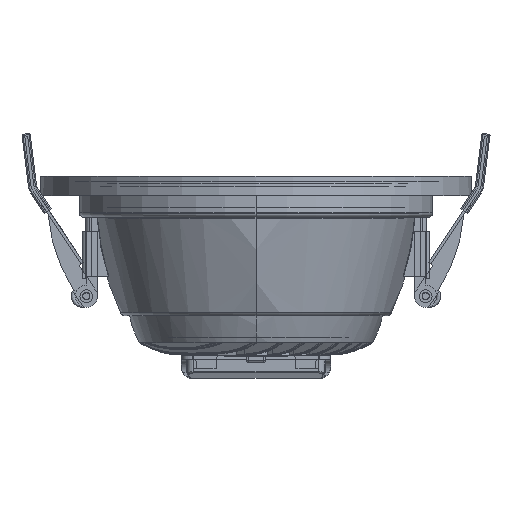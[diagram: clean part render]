
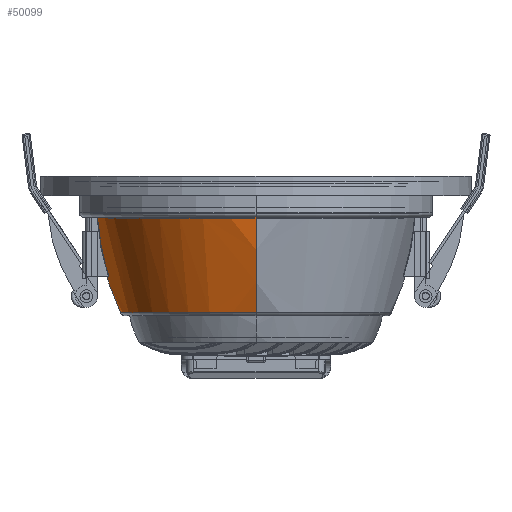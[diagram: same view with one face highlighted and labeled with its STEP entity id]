
A CAD part, left-side view. The second image highlights one B-rep face of the part: STEP entity #50099.
In plain terms, the highlighted free-form (B-spline) face has degree [3, 3] with [7, 4] control points.
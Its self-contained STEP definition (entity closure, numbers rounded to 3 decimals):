
#1312 = CARTESIAN_POINT ( 'NONE',  ( 0., 0., 31.432 ) ) ;
#2284 = CARTESIAN_POINT ( 'NONE',  ( 0., -43.138, 5.8 ) ) ;
#2446 = DIRECTION ( 'NONE',  ( -1., 0., 0. ) ) ;
#2783 = AXIS2_PLACEMENT_3D ( 'NONE', #61312, #2446, #19045 ) ;
#3403 = CARTESIAN_POINT ( 'NONE',  ( 2.664, 42.344, 14.834 ) ) ;
#3729 = CARTESIAN_POINT ( 'NONE',  ( -36.181, 0., 31.906 ) ) ;
#5004 = VERTEX_POINT ( 'NONE', #8809 ) ;
#5267 = ORIENTED_EDGE ( 'NONE', *, *, #59873, .F. ) ;
#6112 = CIRCLE ( 'NONE', #2783, 75. ) ;
#7485 = VERTEX_POINT ( 'NONE', #60567 ) ;
#8617 = CARTESIAN_POINT ( 'NONE',  ( -23.394, 43.983, 14.834 ) ) ;
#8809 = CARTESIAN_POINT ( 'NONE',  ( 0., 36.403, 31.432 ) ) ;
#9675 = DIRECTION ( 'NONE',  ( 0., -0.907, 0.421 ) ) ;
#9992 = CARTESIAN_POINT ( 'NONE',  ( -22.101, 41.551, 23.654 ) ) ;
#10442 = AXIS2_PLACEMENT_3D ( 'NONE', #1312, #49806, #16525 ) ;
#12206 = AXIS2_PLACEMENT_3D ( 'NONE', #47636, #56467, #9675 ) ;
#13788 = CARTESIAN_POINT ( 'NONE',  ( -42.427, -26.11, 14.834 ) ) ;
#14455 = CARTESIAN_POINT ( 'NONE',  ( -23.789, 44.725, 5.735 ) ) ;
#15628 = ORIENTED_EDGE ( 'NONE', *, *, #28919, .T. ) ;
#16525 = DIRECTION ( 'NONE',  ( 0., 1., 0. ) ) ;
#18114 = CIRCLE ( 'NONE', #10442, 36.403 ) ;
#19045 = DIRECTION ( 'NONE',  ( 0., 0.907, 0.421 ) ) ;
#19627 = CARTESIAN_POINT ( 'NONE',  ( -40.081, 0., 23.654 ) ) ;
#20312 = CARTESIAN_POINT ( 'NONE',  ( 2.709, 43.058, 5.735 ) ) ;
#21159 = VERTEX_POINT ( 'NONE', #47817 ) ;
#23561 = CARTESIAN_POINT ( 'NONE',  ( -25.405, 43.138, 5.8 ) ) ;
#24507 = CARTESIAN_POINT ( 'NONE',  ( -40.081, -24.666, 23.654 ) ) ;
#24833 = CARTESIAN_POINT ( 'NONE',  ( 2.271, 36.109, 31.906 ) ) ;
#25858 = CARTESIAN_POINT ( 'NONE',  ( -42.427, 0., 14.834 ) ) ;
#28919 = EDGE_CURVE ( 'NONE', #5004, #21159, #6112, .T. ) ;
#29501 = CARTESIAN_POINT ( 'NONE',  ( 0., 43.138, 5.8 ) ) ;
#29757 = CARTESIAN_POINT ( 'NONE',  ( -19.95, 37.507, 31.906 ) ) ;
#30733 = CARTESIAN_POINT ( 'NONE',  ( -43.143, 26.55, 5.735 ) ) ;
#31097 = CARTESIAN_POINT ( 'NONE',  ( -19.95, -37.507, 31.906 ) ) ;
#33666 = CARTESIAN_POINT ( 'NONE',  ( 0., -43.138, 5.8 ) ) ;
#34339 = CARTESIAN_POINT ( 'NONE',  ( -43.138, 0., 5.8 ) ) ;
#34407 = EDGE_CURVE ( 'NONE', #7485, #44587, #53106, .T. ) ;
#34860 = EDGE_LOOP ( 'NONE', ( #5267, #15628, #66488, #56984 ) ) ;
#34907 = CARTESIAN_POINT ( 'NONE',  ( -22.101, -41.551, 23.654 ) ) ;
#35244 = CARTESIAN_POINT ( 'NONE',  ( -43.143, -26.55, 5.735 ) ) ;
#35594 = CARTESIAN_POINT ( 'NONE',  ( -40.081, 24.666, 23.654 ) ) ;
#38778 = FACE_OUTER_BOUND ( 'NONE', #34860, .T. ) ;
#40771 = CARTESIAN_POINT ( 'NONE',  ( -36.181, -22.265, 31.906 ) ) ;
#41132 = CARTESIAN_POINT ( 'NONE',  ( 2.709, -43.058, 5.735 ) ) ;
#43910 =( BOUNDED_CURVE ( )  B_SPLINE_CURVE ( 3, ( #29501, #23561, #55842, #34339, #61683, #66607, #33666 ),
 .UNSPECIFIED., .F., .F. ) 
 B_SPLINE_CURVE_WITH_KNOTS ( ( 4, 3, 4 ),
 ( 0., 0.067, 0.135 ),
 .UNSPECIFIED. ) 
 CURVE ( )  GEOMETRIC_REPRESENTATION_ITEM ( )  RATIONAL_B_SPLINE_CURVE ( ( 1.166, 0.946, 0.956, 1.197, 0.956, 0.946, 1.166 ) ) 
 REPRESENTATION_ITEM ( '' )  );
#44587 = VERTEX_POINT ( 'NONE', #2284 ) ;
#46989 = CARTESIAN_POINT ( 'NONE',  ( -43.143, 0., 5.735 ) ) ;
#47636 = CARTESIAN_POINT ( 'NONE',  ( 0., 31.626, -0.144 ) ) ;
#47817 = CARTESIAN_POINT ( 'NONE',  ( 0., 43.138, 5.8 ) ) ;
#49806 = DIRECTION ( 'NONE',  ( 0., 0., 1. ) ) ;
#50099 = ADVANCED_FACE ( 'NONE', ( #38778 ), #53269, .T. ) ;
#50717 = EDGE_CURVE ( 'NONE', #21159, #44587, #43910, .T. ) ;
#51879 = CARTESIAN_POINT ( 'NONE',  ( -42.427, 26.11, 14.834 ) ) ;
#52243 = CARTESIAN_POINT ( 'NONE',  ( 2.516, 40.002, 23.654 ) ) ;
#53106 = CIRCLE ( 'NONE', #12206, 75. ) ;
#53269 =( BOUNDED_SURFACE ( )  B_SPLINE_SURFACE ( 3, 3, ( 
 ( #20312, #3403, #52243, #24833 ),
 ( #14455, #8617, #9992, #29757 ),
 ( #30733, #51879, #35594, #67875 ),
 ( #46989, #25858, #19627, #3729 ),
 ( #35244, #13788, #24507, #40771 ),
 ( #67539, #56770, #34907, #31097 ),
 ( #41132, #61923, #68218, #62585 ) ),
 .UNSPECIFIED., .F., .F., .T. ) 
 B_SPLINE_SURFACE_WITH_KNOTS ( ( 4, 3, 4 ),
 ( 4, 4 ),
 ( 0., 1., 2. ),
 ( 0., 1. ),
 .UNSPECIFIED. ) 
 GEOMETRIC_REPRESENTATION_ITEM ( )  RATIONAL_B_SPLINE_SURFACE ( (
 ( 1.197, 1.184, 1.184, 1.197),
 ( 0.945, 0.935, 0.935, 0.945),
 ( 0.945, 0.935, 0.935, 0.945),
 ( 1.197, 1.184, 1.184, 1.197),
 ( 0.945, 0.935, 0.935, 0.945),
 ( 0.945, 0.935, 0.935, 0.945),
 ( 1.197, 1.184, 1.184, 1.197) ) ) 
 REPRESENTATION_ITEM ( '' )  SURFACE ( )  );
#55842 = CARTESIAN_POINT ( 'NONE',  ( -43.138, 25.133, 5.8 ) ) ;
#56467 = DIRECTION ( 'NONE',  ( 1., 0., 0. ) ) ;
#56770 = CARTESIAN_POINT ( 'NONE',  ( -23.394, -43.983, 14.834 ) ) ;
#56984 = ORIENTED_EDGE ( 'NONE', *, *, #34407, .F. ) ;
#59873 = EDGE_CURVE ( 'NONE', #5004, #7485, #18114, .T. ) ;
#60567 = CARTESIAN_POINT ( 'NONE',  ( 0., -36.403, 31.432 ) ) ;
#61312 = CARTESIAN_POINT ( 'NONE',  ( 0., -31.626, -0.144 ) ) ;
#61683 = CARTESIAN_POINT ( 'NONE',  ( -43.138, -25.133, 5.8 ) ) ;
#61923 = CARTESIAN_POINT ( 'NONE',  ( 2.664, -42.344, 14.834 ) ) ;
#62585 = CARTESIAN_POINT ( 'NONE',  ( 2.271, -36.109, 31.906 ) ) ;
#66488 = ORIENTED_EDGE ( 'NONE', *, *, #50717, .T. ) ;
#66607 = CARTESIAN_POINT ( 'NONE',  ( -25.406, -43.138, 5.8 ) ) ;
#67539 = CARTESIAN_POINT ( 'NONE',  ( -23.789, -44.725, 5.735 ) ) ;
#67875 = CARTESIAN_POINT ( 'NONE',  ( -36.181, 22.265, 31.906 ) ) ;
#68218 = CARTESIAN_POINT ( 'NONE',  ( 2.516, -40.002, 23.654 ) ) ;
